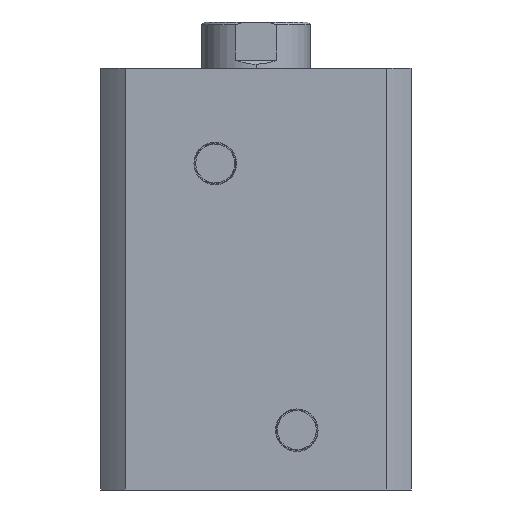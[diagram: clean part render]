
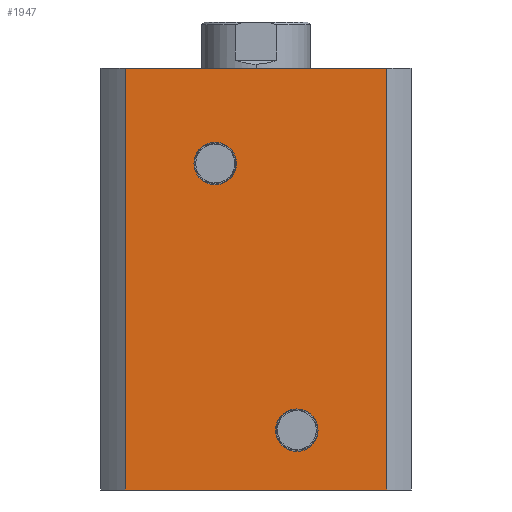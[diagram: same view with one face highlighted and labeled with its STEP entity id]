
A CAD part, left-side view. The second image highlights one B-rep face of the part: STEP entity #1947.
In plain terms, the highlighted planar face has unit normal (-1, 0, 0).
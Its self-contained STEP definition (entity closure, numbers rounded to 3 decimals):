
#180 = DIRECTION ( 'NONE',  ( 1., 0., 0. ) ) ;
#185 = CARTESIAN_POINT ( 'NONE',  ( -57., 0., 155. ) ) ;
#187 = PLANE ( 'NONE',  #2070 ) ;
#189 = DIRECTION ( 'NONE',  ( 0., 1., 0. ) ) ;
#424 = CARTESIAN_POINT ( 'NONE',  ( -57., 15., 127.797 ) ) ;
#432 = CARTESIAN_POINT ( 'NONE',  ( -57., 15., 112.203 ) ) ;
#678 = VERTEX_POINT ( 'NONE', #2778 ) ;
#679 = VERTEX_POINT ( 'NONE', #2900 ) ;
#734 = VERTEX_POINT ( 'NONE', #2915 ) ;
#736 = VERTEX_POINT ( 'NONE', #2752 ) ;
#738 = VERTEX_POINT ( 'NONE', #2962 ) ;
#741 = VERTEX_POINT ( 'NONE', #2958 ) ;
#908 = DIRECTION ( 'NONE',  ( 0., 0., -1. ) ) ;
#914 = CARTESIAN_POINT ( 'NONE',  ( -57., 47.971, 155. ) ) ;
#923 = CARTESIAN_POINT ( 'NONE',  ( -57., 0., 0. ) ) ;
#924 = DIRECTION ( 'NONE',  ( 0., -1., 0. ) ) ;
#925 = CARTESIAN_POINT ( 'NONE',  ( -57., -15., 22. ) ) ;
#926 = DIRECTION ( 'NONE',  ( -1., 0., 0. ) ) ;
#927 = DIRECTION ( 'NONE',  ( 0., 0., 1. ) ) ;
#929 = CARTESIAN_POINT ( 'NONE',  ( -57., 0., 155. ) ) ;
#930 = CARTESIAN_POINT ( 'NONE',  ( -57., 15., 120. ) ) ;
#931 = DIRECTION ( 'NONE',  ( -1., 0., 0. ) ) ;
#932 = DIRECTION ( 'NONE',  ( 0., 0., 1. ) ) ;
#933 = CARTESIAN_POINT ( 'NONE',  ( -57., -47.971, 155. ) ) ;
#935 = DIRECTION ( 'NONE',  ( 0., 0., -1. ) ) ;
#936 = DIRECTION ( 'NONE',  ( 0., -1., 0. ) ) ;
#1226 = AXIS2_PLACEMENT_3D ( 'NONE', #1824, #1823, #1821 ) ;
#1230 = AXIS2_PLACEMENT_3D ( 'NONE', #1857, #1856, #1854 ) ;
#1316 = EDGE_CURVE ( 'NONE', #678, #679, #2315, .T. ) ;
#1324 = EDGE_CURVE ( 'NONE', #2231, #2223, #2327, .T. ) ;
#1451 = EDGE_CURVE ( 'NONE', #741, #734, #2541, .T. ) ;
#1453 = EDGE_CURVE ( 'NONE', #679, #678, #2544, .T. ) ;
#1454 = EDGE_CURVE ( 'NONE', #2223, #2231, #2545, .T. ) ;
#1455 = EDGE_CURVE ( 'NONE', #734, #736, #2546, .T. ) ;
#1456 = EDGE_CURVE ( 'NONE', #738, #736, #2547, .T. ) ;
#1457 = EDGE_CURVE ( 'NONE', #741, #738, #2542, .T. ) ;
#1565 = FACE_OUTER_BOUND ( 'NONE', #2982, .T. ) ;
#1583 = FACE_BOUND ( 'NONE', #2978, .T. ) ;
#1586 = FACE_BOUND ( 'NONE', #2981, .T. ) ;
#1821 = DIRECTION ( 'NONE',  ( 0., 0., 1. ) ) ;
#1823 = DIRECTION ( 'NONE',  ( -1., 0., 0. ) ) ;
#1824 = CARTESIAN_POINT ( 'NONE',  ( -57., 15., 120. ) ) ;
#1854 = DIRECTION ( 'NONE',  ( 0., 0., 1. ) ) ;
#1856 = DIRECTION ( 'NONE',  ( -1., 0., 0. ) ) ;
#1857 = CARTESIAN_POINT ( 'NONE',  ( -57., -15., 22. ) ) ;
#1947 = ADVANCED_FACE ( 'NONE', ( #1583, #1586, #1565 ), #187, .F. ) ;
#2070 = AXIS2_PLACEMENT_3D ( 'NONE', #185, #180, #189 ) ;
#2223 = VERTEX_POINT ( 'NONE', #424 ) ;
#2231 = VERTEX_POINT ( 'NONE', #432 ) ;
#2315 = CIRCLE ( 'NONE', #1230, 7.797 ) ;
#2327 = CIRCLE ( 'NONE', #1226, 7.797 ) ;
#2541 = LINE ( 'NONE', #914, #2543 ) ;
#2542 = LINE ( 'NONE', #929, #2552 ) ;
#2543 = VECTOR ( 'NONE', #908, 1000. ) ;
#2544 = CIRCLE ( 'NONE', #2950, 7.797 ) ;
#2545 = CIRCLE ( 'NONE', #2949, 7.797 ) ;
#2546 = LINE ( 'NONE', #923, #2548 ) ;
#2547 = LINE ( 'NONE', #933, #2550 ) ;
#2548 = VECTOR ( 'NONE', #924, 1000. ) ;
#2550 = VECTOR ( 'NONE', #935, 1000. ) ;
#2552 = VECTOR ( 'NONE', #936, 1000. ) ;
#2752 = CARTESIAN_POINT ( 'NONE',  ( -57., -47.971, 0. ) ) ;
#2778 = CARTESIAN_POINT ( 'NONE',  ( -57., -15., 14.203 ) ) ;
#2900 = CARTESIAN_POINT ( 'NONE',  ( -57., -15., 29.797 ) ) ;
#2915 = CARTESIAN_POINT ( 'NONE',  ( -57., 47.971, 0. ) ) ;
#2949 = AXIS2_PLACEMENT_3D ( 'NONE', #930, #931, #932 ) ;
#2950 = AXIS2_PLACEMENT_3D ( 'NONE', #925, #926, #927 ) ;
#2958 = CARTESIAN_POINT ( 'NONE',  ( -57., 47.971, 155. ) ) ;
#2962 = CARTESIAN_POINT ( 'NONE',  ( -57., -47.971, 155. ) ) ;
#2978 = EDGE_LOOP ( 'NONE', ( #3649, #3650 ) ) ;
#2981 = EDGE_LOOP ( 'NONE', ( #3651, #3652 ) ) ;
#2982 = EDGE_LOOP ( 'NONE', ( #3653, #3654, #3655, #3656 ) ) ;
#3649 = ORIENTED_EDGE ( 'NONE', *, *, #1453, .F. ) ;
#3650 = ORIENTED_EDGE ( 'NONE', *, *, #1316, .F. ) ;
#3651 = ORIENTED_EDGE ( 'NONE', *, *, #1454, .F. ) ;
#3652 = ORIENTED_EDGE ( 'NONE', *, *, #1324, .F. ) ;
#3653 = ORIENTED_EDGE ( 'NONE', *, *, #1455, .T. ) ;
#3654 = ORIENTED_EDGE ( 'NONE', *, *, #1456, .F. ) ;
#3655 = ORIENTED_EDGE ( 'NONE', *, *, #1457, .F. ) ;
#3656 = ORIENTED_EDGE ( 'NONE', *, *, #1451, .T. ) ;
